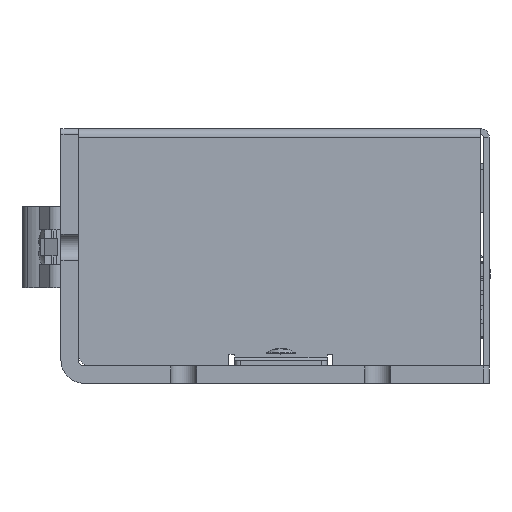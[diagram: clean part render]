
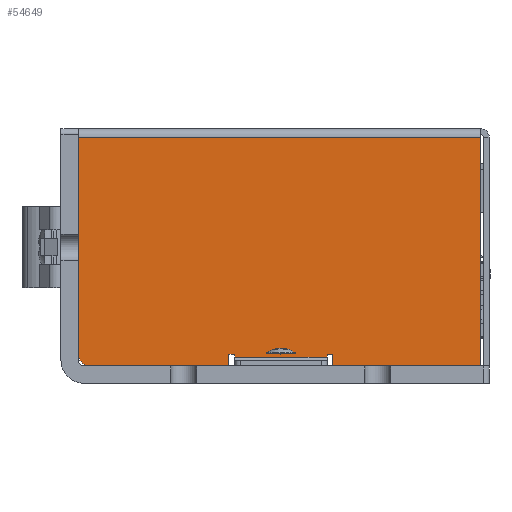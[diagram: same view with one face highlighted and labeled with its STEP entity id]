
A CAD part, left-side view. The second image highlights one B-rep face of the part: STEP entity #54649.
In plain terms, the highlighted planar face has unit normal (-1, 0, 0).
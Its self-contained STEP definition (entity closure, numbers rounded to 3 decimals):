
#2709=FACE_OUTER_BOUND('',#5769,.T.);
#5769=EDGE_LOOP('',(#40704,#40705,#40706,#40707,#40708,#40709,#40710,#40711,
#40712,#40713,#40714,#40715,#40716));
#10513=LINE('',#83189,#16468);
#10514=LINE('',#83191,#16469);
#10515=LINE('',#83193,#16470);
#10516=LINE('',#83195,#16471);
#10517=LINE('',#83197,#16472);
#10518=LINE('',#83199,#16473);
#10519=LINE('',#83201,#16474);
#10520=LINE('',#83203,#16475);
#10521=LINE('',#83205,#16476);
#10522=LINE('',#83207,#16477);
#10523=LINE('',#83209,#16478);
#10524=LINE('',#83210,#16479);
#16468=VECTOR('',#67965,10.);
#16469=VECTOR('',#67966,2.);
#16470=VECTOR('',#67967,1.);
#16471=VECTOR('',#67968,0.5);
#16472=VECTOR('',#67969,16.);
#16473=VECTOR('',#67970,0.5);
#16474=VECTOR('',#67971,1.);
#16475=VECTOR('',#67972,2.);
#16476=VECTOR('',#67973,10.);
#16477=VECTOR('',#67974,39.5);
#16478=VECTOR('',#67975,69.5);
#16479=VECTOR('',#67976,10.);
#19850=CIRCLE('',#58268,2.);
#23156=VERTEX_POINT('',#83179);
#23157=VERTEX_POINT('',#83180);
#23160=VERTEX_POINT('',#83188);
#23161=VERTEX_POINT('',#83190);
#23162=VERTEX_POINT('',#83192);
#23163=VERTEX_POINT('',#83194);
#23164=VERTEX_POINT('',#83196);
#23165=VERTEX_POINT('',#83198);
#23166=VERTEX_POINT('',#83200);
#23167=VERTEX_POINT('',#83202);
#23168=VERTEX_POINT('',#83204);
#23169=VERTEX_POINT('',#83206);
#23170=VERTEX_POINT('',#83208);
#29347=EDGE_CURVE('',#23156,#23157,#19850,.T.);
#29351=EDGE_CURVE('',#23160,#23156,#10513,.T.);
#29352=EDGE_CURVE('',#23160,#23161,#10514,.T.);
#29353=EDGE_CURVE('',#23161,#23162,#10515,.T.);
#29354=EDGE_CURVE('',#23162,#23163,#10516,.T.);
#29355=EDGE_CURVE('',#23163,#23164,#10517,.T.);
#29356=EDGE_CURVE('',#23164,#23165,#10518,.T.);
#29357=EDGE_CURVE('',#23165,#23166,#10519,.T.);
#29358=EDGE_CURVE('',#23166,#23167,#10520,.T.);
#29359=EDGE_CURVE('',#23168,#23167,#10521,.T.);
#29360=EDGE_CURVE('',#23169,#23168,#10522,.T.);
#29361=EDGE_CURVE('',#23169,#23170,#10523,.T.);
#29362=EDGE_CURVE('',#23157,#23170,#10524,.T.);
#40704=ORIENTED_EDGE('',*,*,#29347,.F.);
#40705=ORIENTED_EDGE('',*,*,#29351,.F.);
#40706=ORIENTED_EDGE('',*,*,#29352,.T.);
#40707=ORIENTED_EDGE('',*,*,#29353,.T.);
#40708=ORIENTED_EDGE('',*,*,#29354,.T.);
#40709=ORIENTED_EDGE('',*,*,#29355,.T.);
#40710=ORIENTED_EDGE('',*,*,#29356,.T.);
#40711=ORIENTED_EDGE('',*,*,#29357,.T.);
#40712=ORIENTED_EDGE('',*,*,#29358,.T.);
#40713=ORIENTED_EDGE('',*,*,#29359,.F.);
#40714=ORIENTED_EDGE('',*,*,#29360,.F.);
#40715=ORIENTED_EDGE('',*,*,#29361,.T.);
#40716=ORIENTED_EDGE('',*,*,#29362,.F.);
#49319=PLANE('',#58270);
#54649=ADVANCED_FACE('',(#2709),#49319,.T.);
#58268=AXIS2_PLACEMENT_3D('',#83181,#67957,#67958);
#58270=AXIS2_PLACEMENT_3D('',#83187,#67963,#67964);
#67957=DIRECTION('center_axis',(1.,0.,0.));
#67958=DIRECTION('ref_axis',(0.,0.707,-0.707));
#67963=DIRECTION('center_axis',(-1.,0.,0.));
#67964=DIRECTION('ref_axis',(0.,0.,
1.));
#67965=DIRECTION('',(0.,1.,0.));
#67966=DIRECTION('',(0.,0.,1.));
#67967=DIRECTION('',(0.,-1.,0.));
#67968=DIRECTION('',(0.,0.,-1.));
#67969=DIRECTION('',(0.,-1.,0.));
#67970=DIRECTION('',(0.,0.,1.));
#67971=DIRECTION('',(0.,-1.,0.));
#67972=DIRECTION('',(0.,0.,-1.));
#67973=DIRECTION('',(0.,1.,0.));
#67974=DIRECTION('',(0.,0.,-1.));
#67975=DIRECTION('',(0.,1.,0.));
#67976=DIRECTION('',(0.,0.,1.));
#83179=CARTESIAN_POINT('',(8.988,25.488,-39.902));
#83180=CARTESIAN_POINT('',(8.988,27.488,-37.902));
#83181=CARTESIAN_POINT('Origin',(8.988,25.488,-37.902));
#83187=CARTESIAN_POINT('Origin',(8.988,-7.262,-19.414));
#83188=CARTESIAN_POINT('',(8.988,1.488,-39.902));
#83189=CARTESIAN_POINT('',(8.988,-7.137,-39.902));
#83190=CARTESIAN_POINT('',(8.988,1.488,-37.902));
#83191=CARTESIAN_POINT('',(8.988,1.488,-39.902));
#83192=CARTESIAN_POINT('',(8.988,0.488,-37.902));
#83193=CARTESIAN_POINT('',(8.988,1.488,-37.902));
#83194=CARTESIAN_POINT('',(8.988,0.488,-38.402));
#83195=CARTESIAN_POINT('',(8.988,0.488,-37.902));
#83196=CARTESIAN_POINT('',(8.988,-15.512,-38.402));
#83197=CARTESIAN_POINT('',(8.988,0.488,-38.402));
#83198=CARTESIAN_POINT('',(8.988,-15.512,-37.902));
#83199=CARTESIAN_POINT('',(8.988,-15.512,-38.402));
#83200=CARTESIAN_POINT('',(8.988,-16.512,-37.902));
#83201=CARTESIAN_POINT('',(8.988,-15.512,-37.902));
#83202=CARTESIAN_POINT('',(8.988,-16.512,-39.902));
#83203=CARTESIAN_POINT('',(8.988,-16.512,-37.902));
#83204=CARTESIAN_POINT('',(8.988,-42.012,-39.902));
#83205=CARTESIAN_POINT('',(8.988,-7.137,-39.902));
#83206=CARTESIAN_POINT('',(8.988,-42.012,-0.402));
#83207=CARTESIAN_POINT('',(8.988,-42.012,-0.402));
#83208=CARTESIAN_POINT('',(8.988,27.488,-0.402));
#83209=CARTESIAN_POINT('',(8.988,-42.012,-0.402));
#83210=CARTESIAN_POINT('',(8.988,27.488,-31.158));
